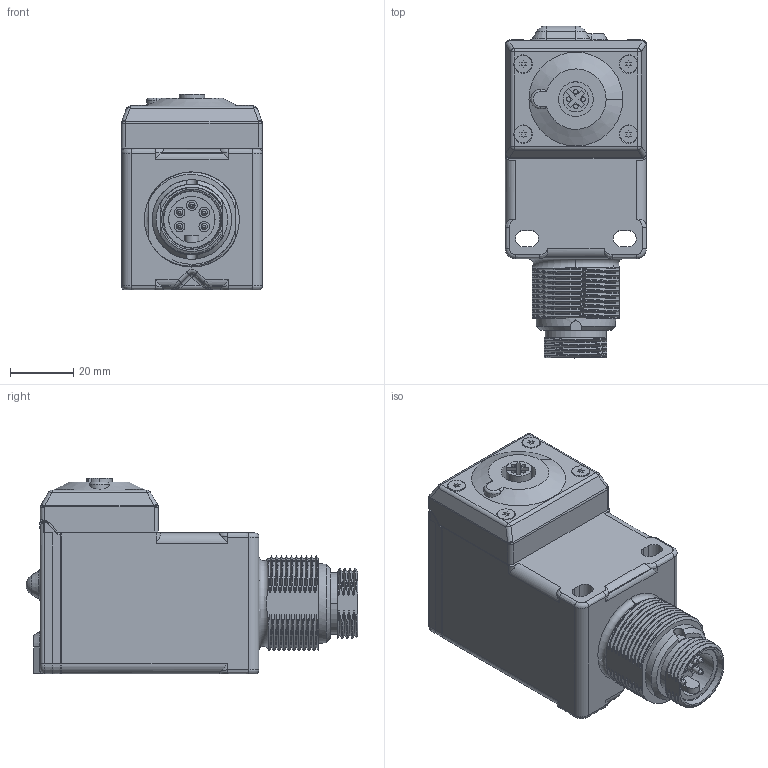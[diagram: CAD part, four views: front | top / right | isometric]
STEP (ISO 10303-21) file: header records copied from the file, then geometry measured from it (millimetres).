
FILE_DESCRIPTION((''),'2;1');
FILE_NAME('156721_SM01_ASM','2022-11-07T14:09:16',('PDMAdmin'),('BANNER ENGINEERING'),'CREO PARAMETRIC BY PTC INC, 2019292','CREO PARAMETRIC BY PTC INC, 2019292','');
FILE_SCHEMA(('CONFIG_CONTROL_DESIGN'));
Length unit declared in the file: millimetre
Products named in the file (2): 156721_EP01; 156721_SM01_ASM
Assembly tree (1 placements, depth 2):
  156721_SM01_ASM
    156721_EP01
Bounding box: 44.57 x 104.65 x 61.77 mm (x, y, z)
Volume: 168961.1 mm3; surface area: 27495 mm2
Topology: 1 solids, 1 shells, 682 faces, 1801 edges, 1140 vertices
Faces by surface type: plane 261, cylinder 181, bspline 137, cone 62, sphere 21, torus 20
Entity records: 32392 total; most frequent: CARTESIAN_POINT 16481, ORIENTED_EDGE 3570, DIRECTION 2881, EDGE_CURVE 1785, VERTEX_POINT 1140, AXIS2_PLACEMENT_3D 970, VECTOR 941, LINE 941
